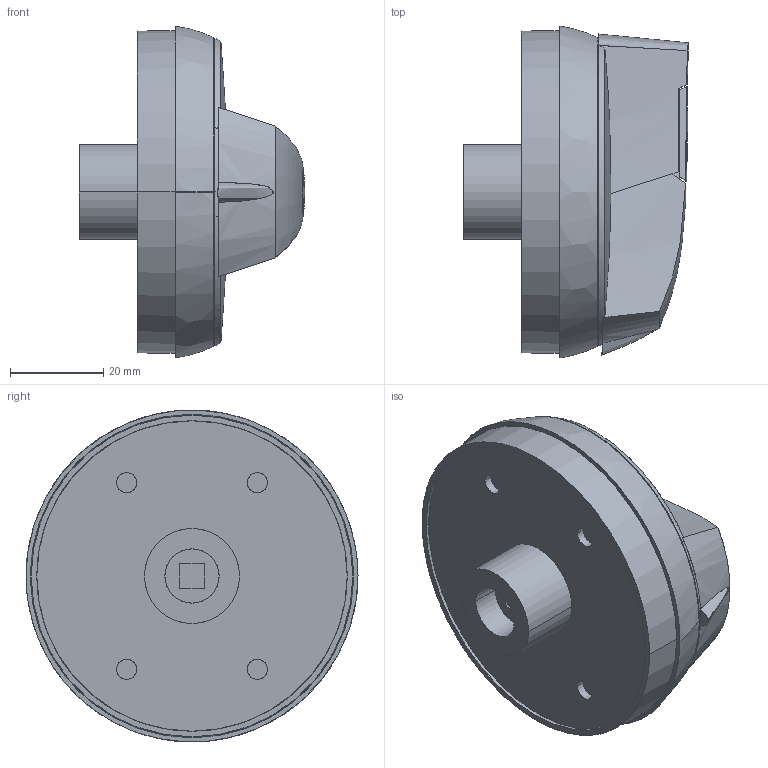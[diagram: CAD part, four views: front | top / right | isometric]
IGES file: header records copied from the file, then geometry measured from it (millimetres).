
Start section: SolidWorks IGES file using analytic representation for surfaces
Global section: file name: H4X-01B.IGS; native system: SolidWorks 2011; preprocessor: SolidWorks 2011; author: MA9428; date: 130529.083245; units: millimetre
Bounding box: 48.25 x 71.11 x 71.11 mm (x, y, z)
Surface area: 16045.6 mm2 (no closed solid volume)
Topology: 0 solids, 0 shells, 77 faces, 1573 edges, 1573 vertices
Faces by surface type: bspline 59, revolution 18
